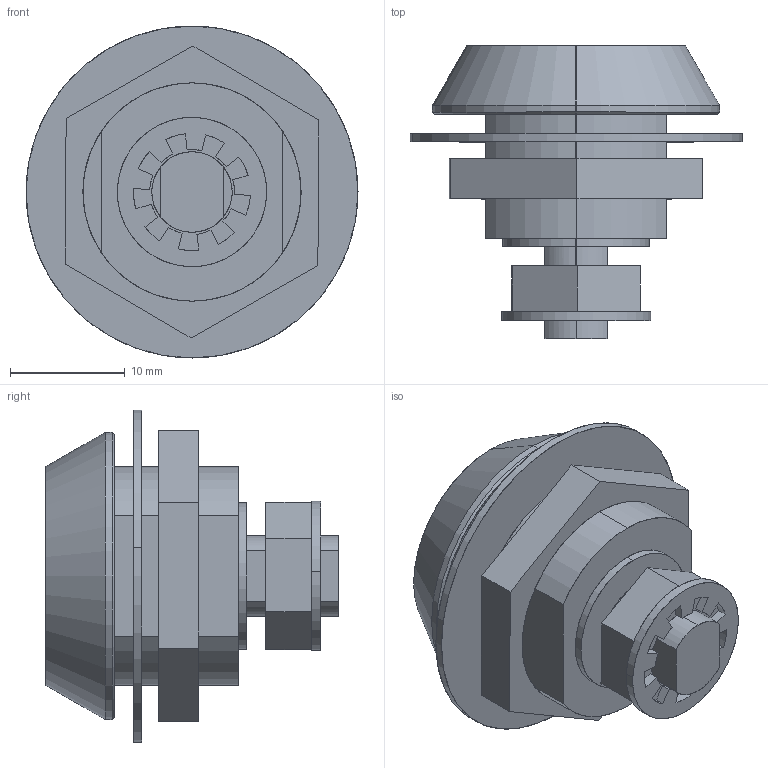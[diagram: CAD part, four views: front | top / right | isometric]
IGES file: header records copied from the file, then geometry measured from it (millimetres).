
Start section: SolidWorks IGES file using analytic representation for surfaces
Global section: file name: C18 KC-112.IGS; native system: SolidWorks 2011; preprocessor: SolidWorks 2011; author: KJR27; date: 130116.103042; units: millimetre
Bounding box: 28.9 x 25.5 x 28.9 mm (x, y, z)
Surface area: 4287.3 mm2 (no closed solid volume)
Topology: 0 solids, 0 shells, 103 faces, 1200 edges, 1198 vertices
Faces by surface type: bspline 59, revolution 44
